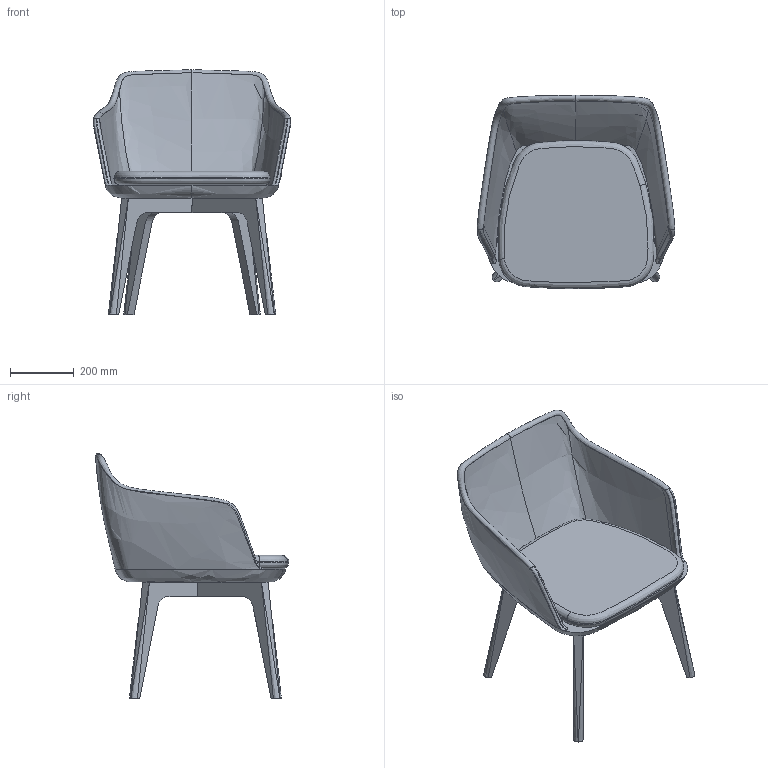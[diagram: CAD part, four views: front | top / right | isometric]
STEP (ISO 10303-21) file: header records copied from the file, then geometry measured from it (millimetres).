
FILE_DESCRIPTION(/* description */ (''),/* implementation_level */ '2;1');
FILE_NAME(/* name */ '430 opera poltroncina pranzo',/* time_stamp */ '2014-10-07T10:57:13+02:00',/* author */ (''),/* organization */ (''),/* preprocessor_version */ 'ST-DEVELOPER v10',/* originating_system */ '',/* authorisation */ '');
FILE_SCHEMA (('CONFIG_CONTROL_DESIGN'));
Length unit declared in the file: millimetre
Products named in the file (1): 1
Bounding box: 621.41 x 607.52 x 769.8 mm (x, y, z)
Volume: 11309463 mm3; surface area: 2137229.9 mm2
Topology: 3 solids, 6 shells, 63 faces, 220 edges, 138 vertices
Faces by surface type: bspline 63
Entity records: 13749 total; most frequent: CARTESIAN_POINT 12615, ORIENTED_EDGE 351, EDGE_CURVE 211, VERTEX_POINT 138, B_SPLINE_CURVE_WITH_KNOTS 104, ADVANCED_FACE 63, FACE_OUTER_BOUND 63, EDGE_LOOP 63
